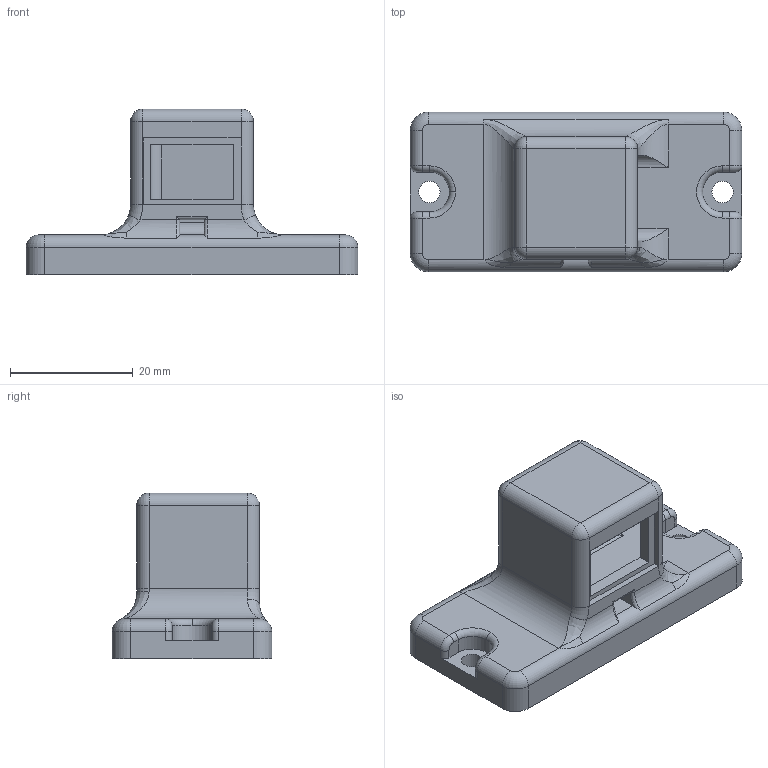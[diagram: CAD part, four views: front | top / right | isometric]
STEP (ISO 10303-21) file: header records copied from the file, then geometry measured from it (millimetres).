
FILE_DESCRIPTION (( 'STEP AP214' ), '1' );
FILE_NAME ('Filter_cap.STEP', '2024-08-29T20:21:04', ( '' ), ( '' ), 'SwSTEP 2.0', 'SolidWorks 2024', '' );
FILE_SCHEMA (( 'AUTOMOTIVE_DESIGN' ));
Length unit declared in the file: millimetre
Products named in the file (1): Filter_cap
Bounding box: 54 x 26 x 27 mm (x, y, z)
Volume: 12416.4 mm3; surface area: 6079.2 mm2
Topology: 1 solids, 1 shells, 113 faces, 289 edges, 168 vertices
Faces by surface type: cylinder 50, plane 34, torus 17, bspline 6, sphere 6
Entity records: 3910 total; most frequent: CARTESIAN_POINT 1179, DIRECTION 591, ORIENTED_EDGE 562, EDGE_CURVE 281, AXIS2_PLACEMENT_3D 224, VERTEX_POINT 168, VECTOR 143, LINE 143
